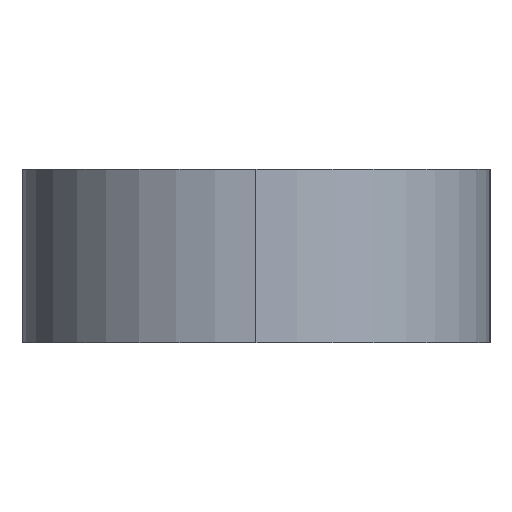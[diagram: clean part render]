
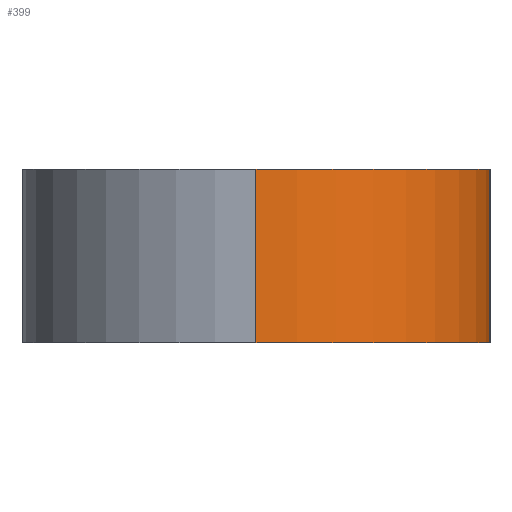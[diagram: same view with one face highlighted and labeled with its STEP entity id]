
A CAD part, left-side view. The second image highlights one B-rep face of the part: STEP entity #399.
In plain terms, the highlighted cylindrical face has radius 13.5 mm (diameter 27 mm), a partial arc.
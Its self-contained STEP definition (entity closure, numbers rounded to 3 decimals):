
#2 = EDGE_LOOP ( 'NONE', ( #183, #311, #249, #185 ) ) ;
#12 = LINE ( 'NONE', #145, #214 ) ;
#13 = DIRECTION ( 'NONE',  ( 0., 0., -1. ) ) ;
#18 = VERTEX_POINT ( 'NONE', #197 ) ;
#28 = DIRECTION ( 'NONE',  ( -1., 0., 0. ) ) ;
#62 = DIRECTION ( 'NONE',  ( 0., 0., -1. ) ) ;
#76 = CARTESIAN_POINT ( 'NONE',  ( 0., 0., 0. ) ) ;
#77 = VECTOR ( 'NONE', #274, 1000. ) ;
#82 = AXIS2_PLACEMENT_3D ( 'NONE', #96, #62, #28 ) ;
#96 = CARTESIAN_POINT ( 'NONE',  ( 0., 0., 10. ) ) ;
#100 = EDGE_CURVE ( 'NONE', #194, #18, #106, .T. ) ;
#104 = CARTESIAN_POINT ( 'NONE',  ( 0., -13.5, 10. ) ) ;
#106 = LINE ( 'NONE', #366, #77 ) ;
#107 = DIRECTION ( 'NONE',  ( 0., 0., 1. ) ) ;
#131 = EDGE_CURVE ( 'NONE', #18, #285, #231, .T. ) ;
#136 = CARTESIAN_POINT ( 'NONE',  ( -13.5, 0., 10. ) ) ;
#145 = CARTESIAN_POINT ( 'NONE',  ( 0., -13.5, 10. ) ) ;
#147 = FACE_OUTER_BOUND ( 'NONE', #2, .T. ) ;
#151 = VERTEX_POINT ( 'NONE', #104 ) ;
#152 = CIRCLE ( 'NONE', #234, 13.5 ) ;
#153 = DIRECTION ( 'NONE',  ( 0., 0., 1. ) ) ;
#183 = ORIENTED_EDGE ( 'NONE', *, *, #284, .F. ) ;
#185 = ORIENTED_EDGE ( 'NONE', *, *, #340, .F. ) ;
#194 = VERTEX_POINT ( 'NONE', #136 ) ;
#197 = CARTESIAN_POINT ( 'NONE',  ( -13.5, 0., 0. ) ) ;
#211 = AXIS2_PLACEMENT_3D ( 'NONE', #76, #107, #212 ) ;
#212 = DIRECTION ( 'NONE',  ( 1., 0., 0. ) ) ;
#214 = VECTOR ( 'NONE', #13, 1000. ) ;
#231 = CIRCLE ( 'NONE', #211, 13.5 ) ;
#234 = AXIS2_PLACEMENT_3D ( 'NONE', #410, #153, #247 ) ;
#247 = DIRECTION ( 'NONE',  ( 1., 0., 0. ) ) ;
#249 = ORIENTED_EDGE ( 'NONE', *, *, #131, .T. ) ;
#252 = CARTESIAN_POINT ( 'NONE',  ( 0., -13.5, 0. ) ) ;
#274 = DIRECTION ( 'NONE',  ( 0., 0., -1. ) ) ;
#279 = CYLINDRICAL_SURFACE ( 'NONE', #82, 13.5 ) ;
#284 = EDGE_CURVE ( 'NONE', #194, #151, #152, .T. ) ;
#285 = VERTEX_POINT ( 'NONE', #252 ) ;
#311 = ORIENTED_EDGE ( 'NONE', *, *, #100, .T. ) ;
#340 = EDGE_CURVE ( 'NONE', #151, #285, #12, .T. ) ;
#366 = CARTESIAN_POINT ( 'NONE',  ( -13.5, 0., 10. ) ) ;
#399 = ADVANCED_FACE ( 'NONE', ( #147 ), #279, .T. ) ;
#410 = CARTESIAN_POINT ( 'NONE',  ( 0., 0., 10. ) ) ;
